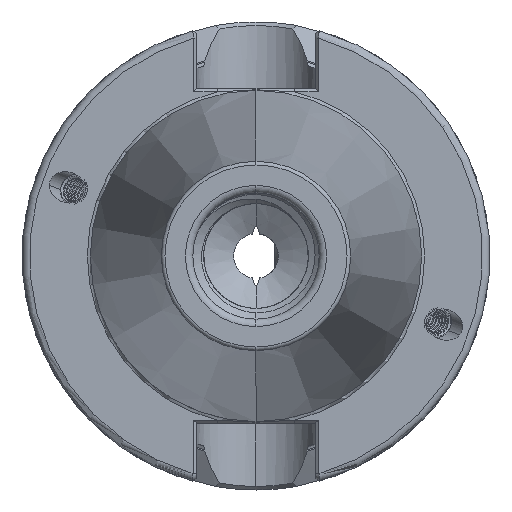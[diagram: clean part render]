
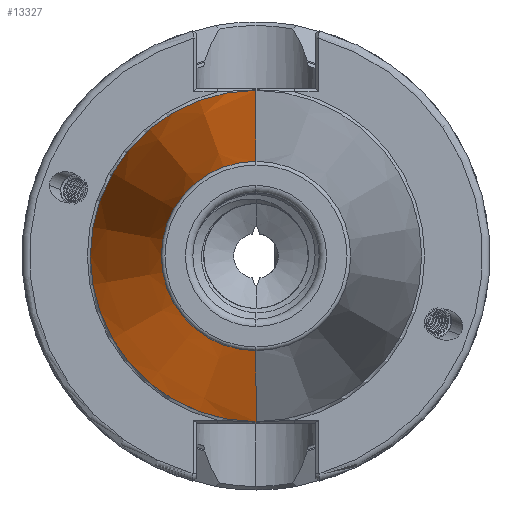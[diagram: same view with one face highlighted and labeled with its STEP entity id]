
A CAD part, left-side view. The second image highlights one B-rep face of the part: STEP entity #13327.
In plain terms, the highlighted conical face has half-angle 8.297 degrees and reference radius 22.298 mm.
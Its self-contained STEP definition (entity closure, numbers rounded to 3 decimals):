
#202 = EDGE_CURVE ( 'NONE', #12591, #12649, #6565, .T. ) ;
#227 = EDGE_CURVE ( 'NONE', #12088, #12649, #6590, .T. ) ;
#272 = EDGE_CURVE ( 'NONE', #12658, #12088, #5603, .T. ) ;
#273 = EDGE_CURVE ( 'NONE', #12658, #12591, #5575, .T. ) ;
#5571 = VECTOR ( 'NONE', #19171, 1000. ) ;
#5575 = LINE ( 'NONE', #19652, #5571 ) ;
#5603 = CIRCLE ( 'NONE', #15985, 12.75 ) ;
#6229 = ORIENTED_EDGE ( 'NONE', *, *, #202, .F. ) ;
#6232 = ORIENTED_EDGE ( 'NONE', *, *, #227, .T. ) ;
#6242 = ORIENTED_EDGE ( 'NONE', *, *, #272, .T. ) ;
#6243 = ORIENTED_EDGE ( 'NONE', *, *, #273, .F. ) ;
#6565 = CIRCLE ( 'NONE', #15980, 22.298 ) ;
#6572 = VECTOR ( 'NONE', #19413, 1000. ) ;
#6590 = LINE ( 'NONE', #19447, #6572 ) ;
#7035 = FACE_OUTER_BOUND ( 'NONE', #20768, .T. ) ;
#7038 = CONICAL_SURFACE ( 'NONE', #15052, 22.298, 0.145 ) ;
#11652 = DIRECTION ( 'NONE',  ( 1., 0., 0. ) ) ;
#11662 = DIRECTION ( 'NONE',  ( 0., 0., -1. ) ) ;
#11672 = CARTESIAN_POINT ( 'NONE',  ( -1.5, 0., 0. ) ) ;
#12088 = VERTEX_POINT ( 'NONE', #14221 ) ;
#12591 = VERTEX_POINT ( 'NONE', #17053 ) ;
#12649 = VERTEX_POINT ( 'NONE', #17119 ) ;
#12658 = VERTEX_POINT ( 'NONE', #17081 ) ;
#13327 = ADVANCED_FACE ( 'NONE', ( #7035 ), #7038, .T. ) ;
#14221 = CARTESIAN_POINT ( 'NONE',  ( -66.972, 0., 12.75 ) ) ;
#15052 = AXIS2_PLACEMENT_3D ( 'NONE', #11672, #11652, #11662 ) ;
#15980 = AXIS2_PLACEMENT_3D ( 'NONE', #19272, #19293, #19265 ) ;
#15985 = AXIS2_PLACEMENT_3D ( 'NONE', #19196, #19198, #19174 ) ;
#17053 = CARTESIAN_POINT ( 'NONE',  ( -1.5, 0., -22.298 ) ) ;
#17081 = CARTESIAN_POINT ( 'NONE',  ( -66.972, 0., -12.75 ) ) ;
#17119 = CARTESIAN_POINT ( 'NONE',  ( -1.5, 0., 22.298 ) ) ;
#19171 = DIRECTION ( 'NONE',  ( 0.99, 0., -0.144 ) ) ;
#19174 = DIRECTION ( 'NONE',  ( 0., 0., -1. ) ) ;
#19196 = CARTESIAN_POINT ( 'NONE',  ( -66.972, 0., 0. ) ) ;
#19198 = DIRECTION ( 'NONE',  ( 1., 0., 0. ) ) ;
#19265 = DIRECTION ( 'NONE',  ( 0., 0., -1. ) ) ;
#19272 = CARTESIAN_POINT ( 'NONE',  ( -1.5, 0., 0. ) ) ;
#19293 = DIRECTION ( 'NONE',  ( 1., 0., 0. ) ) ;
#19413 = DIRECTION ( 'NONE',  ( 0.99, 0., 0.144 ) ) ;
#19447 = CARTESIAN_POINT ( 'NONE',  ( -1.5, 0., 22.298 ) ) ;
#19652 = CARTESIAN_POINT ( 'NONE',  ( -1.5, 0., -22.298 ) ) ;
#20768 = EDGE_LOOP ( 'NONE', ( #6242, #6232, #6229, #6243 ) ) ;
